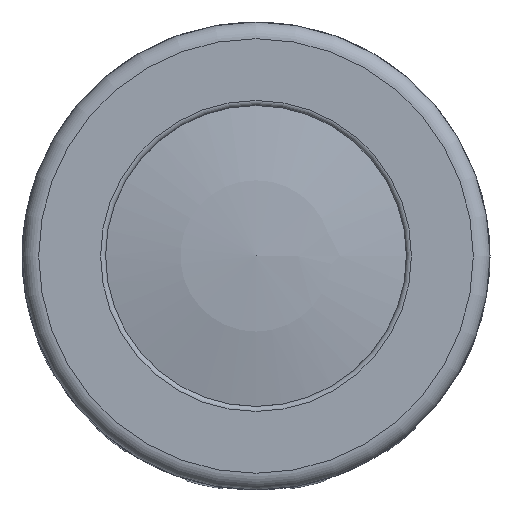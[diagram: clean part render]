
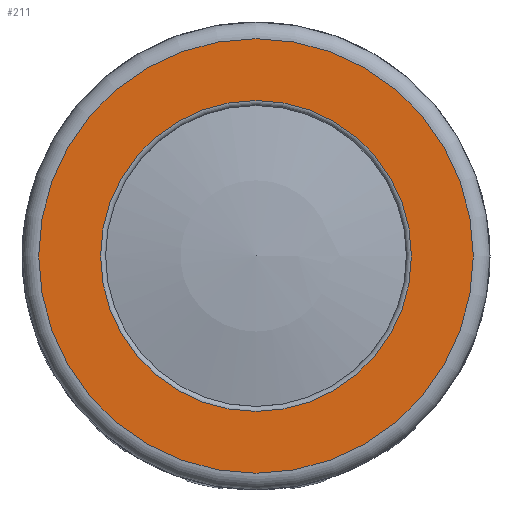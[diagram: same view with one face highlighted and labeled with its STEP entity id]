
A CAD part, top view. The second image highlights one B-rep face of the part: STEP entity #211.
In plain terms, the highlighted planar face has unit normal (0, 0, 1).
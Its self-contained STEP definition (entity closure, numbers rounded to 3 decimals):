
#211 = ADVANCED_FACE( '', ( #548, #549 ), #550, .F. );
#548 = FACE_BOUND( '', #1031, .T. );
#549 = FACE_OUTER_BOUND( '', #1032, .T. );
#550 = PLANE( '', #1033 );
#1031 = EDGE_LOOP( '', ( #1592 ) );
#1032 = EDGE_LOOP( '', ( #1593 ) );
#1033 = AXIS2_PLACEMENT_3D( '', #1594, #1595, #1596 );
#1592 = ORIENTED_EDGE( '', *, *, #2767, .T. );
#1593 = ORIENTED_EDGE( '', *, *, #2827, .T. );
#1594 = CARTESIAN_POINT( '', ( 0., 13., 87.5 ) );
#1595 = DIRECTION( '', ( 0., 0., -1. ) );
#1596 = DIRECTION( '', ( -1., 0., 0. ) );
#2767 = EDGE_CURVE( '', #3290, #3290, #3291, .T. );
#2827 = EDGE_CURVE( '', #3394, #3394, #3395, .T. );
#3290 = VERTEX_POINT( '', #4082 );
#3291 = CIRCLE( '', #4083, 9.3 );
#3394 = VERTEX_POINT( '', #4299 );
#3395 = CIRCLE( '', #4300, 13. );
#4082 = CARTESIAN_POINT( '', ( -9.3, 0., 87.5 ) );
#4083 = AXIS2_PLACEMENT_3D( '', #5740, #5741, #5742 );
#4299 = CARTESIAN_POINT( '', ( 13., 0., 87.5 ) );
#4300 = AXIS2_PLACEMENT_3D( '', #5809, #5810, #5811 );
#5740 = CARTESIAN_POINT( '', ( 0., 0., 87.5 ) );
#5741 = DIRECTION( '', ( 0., 0., -1. ) );
#5742 = DIRECTION( '', ( -1., 0., 0. ) );
#5809 = CARTESIAN_POINT( '', ( 0., 0., 87.5 ) );
#5810 = DIRECTION( '', ( 0., 0., 1. ) );
#5811 = DIRECTION( '', ( 1., 0., 0. ) );
